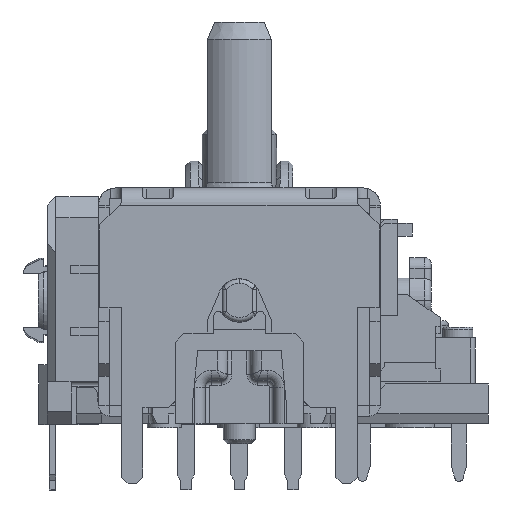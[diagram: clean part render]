
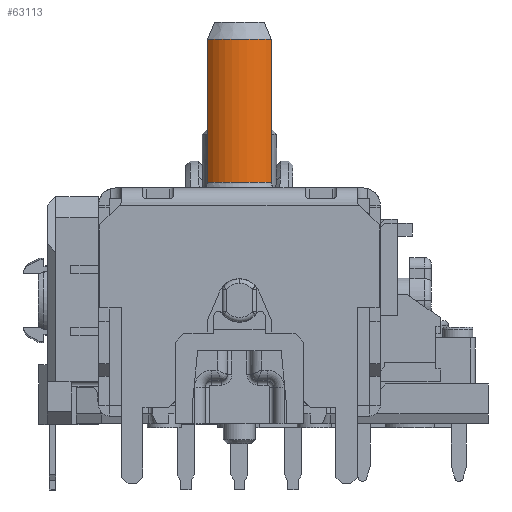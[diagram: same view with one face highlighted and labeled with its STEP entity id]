
A CAD part, left-side view. The second image highlights one B-rep face of the part: STEP entity #63113.
In plain terms, the highlighted cylindrical face has radius 1.998 mm (diameter 3.995 mm), a partial arc.
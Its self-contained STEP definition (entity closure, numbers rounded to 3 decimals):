
#661 = LINE ( 'NONE', #25419, #44279 ) ;
#3143 = CARTESIAN_POINT ( 'NONE',  ( 0., 0., 18.15 ) ) ;
#3513 = ORIENTED_EDGE ( 'NONE', *, *, #30015, .T. ) ;
#3902 = DIRECTION ( 'NONE',  ( 0., 0., -1. ) ) ;
#5255 = DIRECTION ( 'NONE',  ( 0., 0., 1. ) ) ;
#6371 = CARTESIAN_POINT ( 'NONE',  ( -1.328, 1.492, 11.489 ) ) ;
#6697 = EDGE_CURVE ( 'NONE', #39872, #59356, #661, .T. ) ;
#6850 = CARTESIAN_POINT ( 'NONE',  ( -1.328, 1.492, 11.489 ) ) ;
#7511 = B_SPLINE_CURVE_WITH_KNOTS ( 'NONE', 3,
 ( #6850, #13837, #58167, #57355 ),
 .UNSPECIFIED., .F., .F.,
 ( 4, 4 ),
 ( 0., 0. ),
 .UNSPECIFIED. ) ;
#8494 = DIRECTION ( 'NONE',  ( 1., 0., 0. ) ) ;
#10447 = FACE_OUTER_BOUND ( 'NONE', #74320, .T. ) ;
#12190 = CARTESIAN_POINT ( 'NONE',  ( -1.327, -1.493, 11.475 ) ) ;
#12803 = ORIENTED_EDGE ( 'NONE', *, *, #17876, .T. ) ;
#12821 = EDGE_CURVE ( 'NONE', #20938, #59356, #58622, .T. ) ;
#13035 = ORIENTED_EDGE ( 'NONE', *, *, #80106, .T. ) ;
#13837 = CARTESIAN_POINT ( 'NONE',  ( -1.328, 1.492, 11.482 ) ) ;
#17876 = EDGE_CURVE ( 'NONE', #39872, #63178, #7511, .T. ) ;
#19515 = CIRCLE ( 'NONE', #39374, 1.998 ) ;
#20905 = VERTEX_POINT ( 'NONE', #79311 ) ;
#20938 = VERTEX_POINT ( 'NONE', #34069 ) ;
#21188 = DIRECTION ( 'NONE',  ( 0., 0., 1. ) ) ;
#22442 = VECTOR ( 'NONE', #21188, 1000. ) ;
#24214 = DIRECTION ( 'NONE',  ( 1., 0., 0. ) ) ;
#24932 = CARTESIAN_POINT ( 'NONE',  ( -1.328, 1.492, 18.15 ) ) ;
#25419 = CARTESIAN_POINT ( 'NONE',  ( -1.328, 1.492, 8.297 ) ) ;
#26574 = LINE ( 'NONE', #45653, #22442 ) ;
#26856 = AXIS2_PLACEMENT_3D ( 'NONE', #3143, #65210, #8494 ) ;
#27450 = DIRECTION ( 'NONE',  ( 1., 0., 0. ) ) ;
#30015 = EDGE_CURVE ( 'NONE', #56948, #20938, #26574, .T. ) ;
#30424 = CARTESIAN_POINT ( 'NONE',  ( -1.327, -1.493, 11.469 ) ) ;
#34069 = CARTESIAN_POINT ( 'NONE',  ( -1.328, -1.492, 18.15 ) ) ;
#39374 = AXIS2_PLACEMENT_3D ( 'NONE', #49057, #5255, #24214 ) ;
#39872 = VERTEX_POINT ( 'NONE', #6371 ) ;
#44279 = VECTOR ( 'NONE', #75579, 1000. ) ;
#45653 = CARTESIAN_POINT ( 'NONE',  ( -1.328, -1.492, 8.297 ) ) ;
#47337 = CARTESIAN_POINT ( 'NONE',  ( -1.327, 1.493, 11.469 ) ) ;
#48121 = CYLINDRICAL_SURFACE ( 'NONE', #62559, 1.998 ) ;
#49057 = CARTESIAN_POINT ( 'NONE',  ( 0., 0., 11.469 ) ) ;
#55383 = B_SPLINE_CURVE_WITH_KNOTS ( 'NONE', 3,
 ( #30424, #12190, #81475, #62750 ),
 .UNSPECIFIED., .F., .F.,
 ( 4, 4 ),
 ( 0., 0. ),
 .UNSPECIFIED. ) ;
#56948 = VERTEX_POINT ( 'NONE', #67680 ) ;
#57355 = CARTESIAN_POINT ( 'NONE',  ( -1.327, 1.493, 11.469 ) ) ;
#58167 = CARTESIAN_POINT ( 'NONE',  ( -1.327, 1.493, 11.475 ) ) ;
#58622 = CIRCLE ( 'NONE', #26856, 1.998 ) ;
#59345 = ORIENTED_EDGE ( 'NONE', *, *, #12821, .T. ) ;
#59356 = VERTEX_POINT ( 'NONE', #24932 ) ;
#62559 = AXIS2_PLACEMENT_3D ( 'NONE', #71787, #3902, #27450 ) ;
#62750 = CARTESIAN_POINT ( 'NONE',  ( -1.328, -1.492, 11.489 ) ) ;
#63113 = ADVANCED_FACE ( 'NONE', ( #10447 ), #48121, .T. ) ;
#63178 = VERTEX_POINT ( 'NONE', #47337 ) ;
#65210 = DIRECTION ( 'NONE',  ( 0., 0., -1. ) ) ;
#67217 = ORIENTED_EDGE ( 'NONE', *, *, #6697, .F. ) ;
#67680 = CARTESIAN_POINT ( 'NONE',  ( -1.328, -1.492, 11.489 ) ) ;
#70746 = EDGE_CURVE ( 'NONE', #63178, #20905, #19515, .T. ) ;
#71787 = CARTESIAN_POINT ( 'NONE',  ( 0., 0., -7.355 ) ) ;
#74320 = EDGE_LOOP ( 'NONE', ( #67217, #12803, #78466, #13035, #3513, #59345 ) ) ;
#75579 = DIRECTION ( 'NONE',  ( 0., 0., 1. ) ) ;
#78466 = ORIENTED_EDGE ( 'NONE', *, *, #70746, .T. ) ;
#79311 = CARTESIAN_POINT ( 'NONE',  ( -1.327, -1.493, 11.469 ) ) ;
#80106 = EDGE_CURVE ( 'NONE', #20905, #56948, #55383, .T. ) ;
#81475 = CARTESIAN_POINT ( 'NONE',  ( -1.328, -1.492, 11.482 ) ) ;
